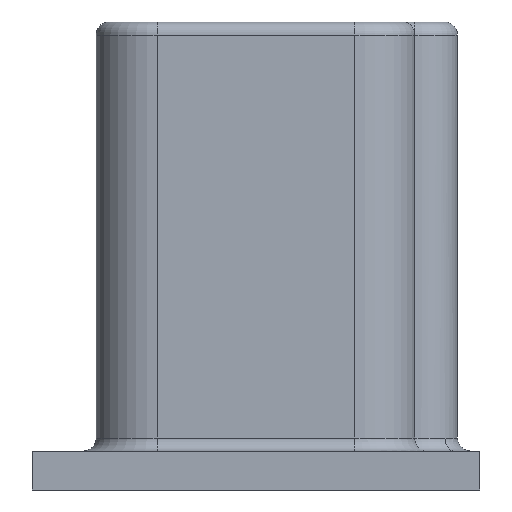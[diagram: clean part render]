
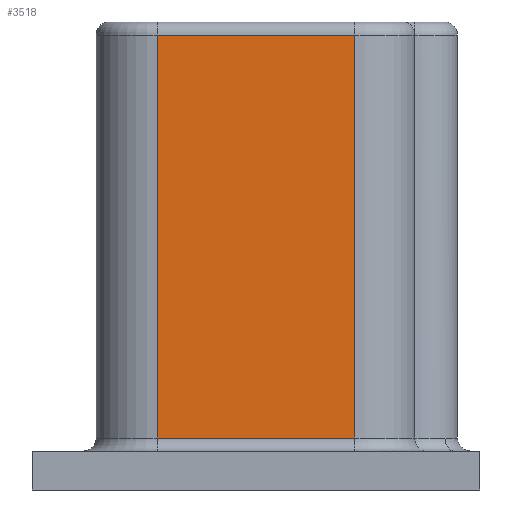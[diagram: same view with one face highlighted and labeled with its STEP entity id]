
A CAD part, front view. The second image highlights one B-rep face of the part: STEP entity #3518.
In plain terms, the highlighted planar face has unit normal (0, -1, 0).
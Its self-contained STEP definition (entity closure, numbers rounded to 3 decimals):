
#3498=AXIS2_PLACEMENT_3D('Plane Axis2P3D',#3495,#3496,#3497) ;
#2694=CARTESIAN_POINT('Vertex',(-3.8,-10.25,16.)) ;
#2716=CARTESIAN_POINT('Line Origine',(0.6,-10.25,16.)) ;
#2720=CARTESIAN_POINT('Vertex',(3.8,-10.25,16.)) ;
#3476=CARTESIAN_POINT('Line Origine',(-3.8,-10.25,8.25)) ;
#3480=CARTESIAN_POINT('Vertex',(-3.8,-10.25,0.5)) ;
#3495=CARTESIAN_POINT('Axis2P3D Location',(-6.15,-10.25,0.)) ;
#3500=CARTESIAN_POINT('Line Origine',(3.8,-10.25,8.25)) ;
#3504=CARTESIAN_POINT('Vertex',(3.8,-10.25,0.5)) ;
#3507=CARTESIAN_POINT('Line Origine',(0.,-10.25,0.5)) ;
#2717=DIRECTION('Vector Direction',(1.,0.,0.)) ;
#3477=DIRECTION('Vector Direction',(0.,0.,1.)) ;
#3496=DIRECTION('Axis2P3D Direction',(-0.,-1.,-0.)) ;
#3497=DIRECTION('Axis2P3D XDirection',(-1.,0.,0.)) ;
#3501=DIRECTION('Vector Direction',(0.,0.,1.)) ;
#3508=DIRECTION('Vector Direction',(-1.,0.,0.)) ;
#2718=VECTOR('Line Direction',#2717,1.) ;
#3478=VECTOR('Line Direction',#3477,1.) ;
#3502=VECTOR('Line Direction',#3501,1.) ;
#3509=VECTOR('Line Direction',#3508,1.) ;
#3513=ORIENTED_EDGE('',*,*,#3506,.T.) ;
#3514=ORIENTED_EDGE('',*,*,#2722,.F.) ;
#3515=ORIENTED_EDGE('',*,*,#3482,.F.) ;
#3516=ORIENTED_EDGE('',*,*,#3511,.F.) ;
#3518=ADVANCED_FACE('PART',(#3517),#3499,.T.) ;
#2722=EDGE_CURVE('',#2695,#2721,#2719,.T.) ;
#3482=EDGE_CURVE('',#3481,#2695,#3479,.T.) ;
#3506=EDGE_CURVE('',#3505,#2721,#3503,.T.) ;
#3511=EDGE_CURVE('',#3505,#3481,#3510,.T.) ;
#3512=EDGE_LOOP('',(#3513,#3514,#3515,#3516)) ;
#3517=FACE_OUTER_BOUND('',#3512,.T.) ;
#2719=LINE('Line',#2716,#2718) ;
#3479=LINE('Line',#3476,#3478) ;
#3503=LINE('Line',#3500,#3502) ;
#3510=LINE('Line',#3507,#3509) ;
#3499=PLANE('',#3498) ;
#2695=VERTEX_POINT('',#2694) ;
#2721=VERTEX_POINT('',#2720) ;
#3481=VERTEX_POINT('',#3480) ;
#3505=VERTEX_POINT('',#3504) ;
